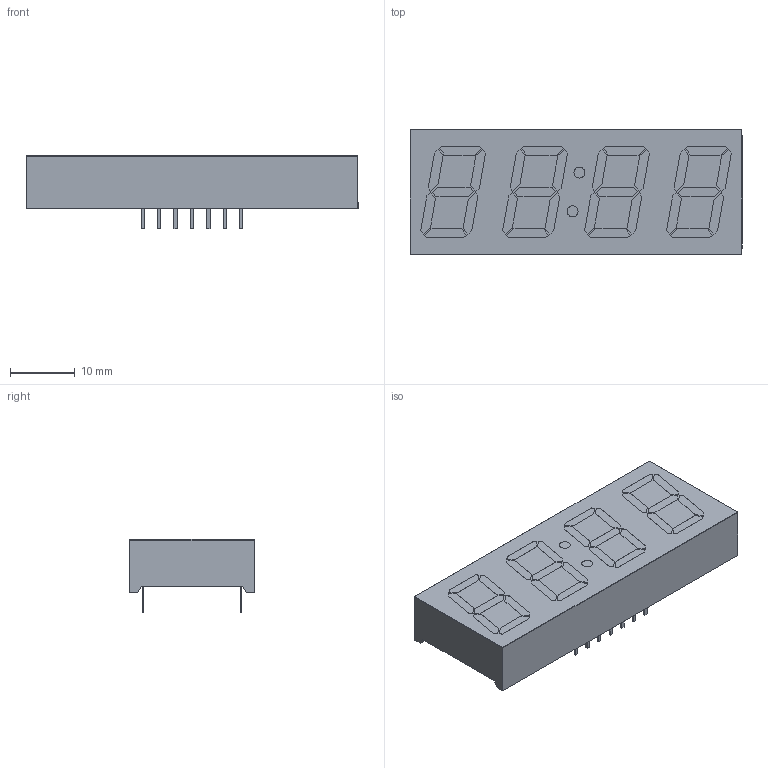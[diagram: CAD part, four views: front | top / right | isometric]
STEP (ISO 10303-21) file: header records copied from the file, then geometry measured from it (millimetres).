
FILE_DESCRIPTION((''),'2;1');
FILE_NAME('DS_AVAGO_HDSP-B04E.stp','2012-10-04T16:29:27',(''),(''),'Mechanical Desktop 2011','Mechanical Desktop 2011',', , ');
FILE_SCHEMA(('AUTOMOTIVE_DESIGN { 1 2 10303 214 1 1 1 1 }'));
Length unit declared in the file: millimetre
Products named in the file (1): Product
Bounding box: 51.45 x 19.35 x 11.35 mm (x, y, z)
Volume: 7381.9 mm3; surface area: 5743.7 mm2
Topology: 44 solids, 44 shells, 694 faces, 1728 edges, 1152 vertices
Faces by surface type: plane 669, bspline 13, cylinder 12
Entity records: 20359 total; most frequent: CARTESIAN_POINT 3614, ORIENTED_EDGE 3456, DIRECTION 3116, EDGE_CURVE 1728, VECTOR 1704, LINE 1704, VERTEX_POINT 1152, EDGE_LOOP 784
